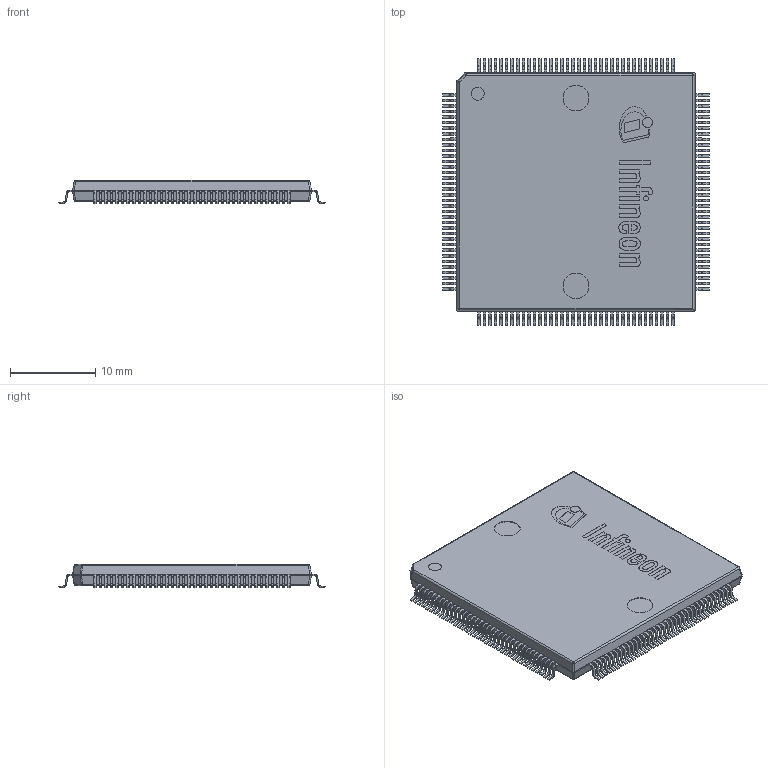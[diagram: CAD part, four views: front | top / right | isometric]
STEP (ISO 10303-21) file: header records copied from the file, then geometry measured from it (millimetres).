
FILE_DESCRIPTION(/* description */ (''),/* implementation_level */ '2;1');
FILE_NAME(/* name */ 'PG-MQFP-144-8_Z8B00005766_V07_3D.stp',/* time_stamp */ '2019-03-15T16:41:58+05:00',/* author */ ('janartha'),/* organization */ (''),/* preprocessor_version */ 'ST-DEVELOPER v16.13',/* originating_system */ 'AutoCAD Mechanical',/* authorisation */ '');
FILE_SCHEMA (('AUTOMOTIVE_DESIGN { 1 0 10303 214 3 1 1 }'));
Products named in the file (1): Product
Bounding box: 31.2 x 31.2 x 2.76 mm (x, y, z)
Volume: 1943.4 mm3; surface area: 5331.3 mm2
Topology: 160 solids, 160 shells, 2488 faces, 6456 edges, 4295 vertices
Faces by surface type: plane 1561, cylinder 900, bspline 18, sphere 9
Full cylindrical faces by diameter (mm): 0.591 x1, 1.178 x1, 1.5 x2, 3 x6
Entity records: 76252 total; most frequent: CARTESIAN_POINT 13671, DIRECTION 13152, ORIENTED_EDGE 12892, EDGE_CURVE 6446, LINE 4610, VECTOR 4610, VERTEX_POINT 4295, AXIS2_PLACEMENT_3D 4271
